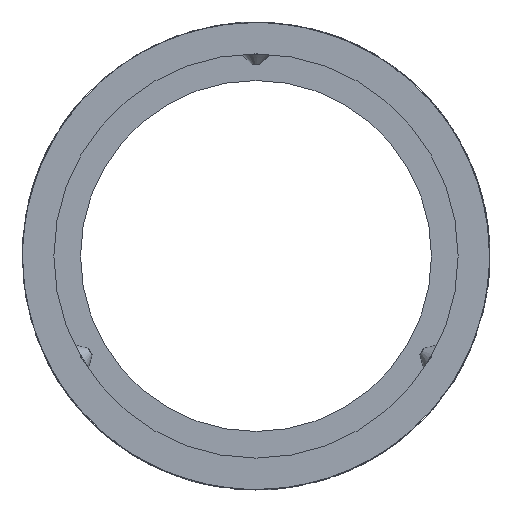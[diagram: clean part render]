
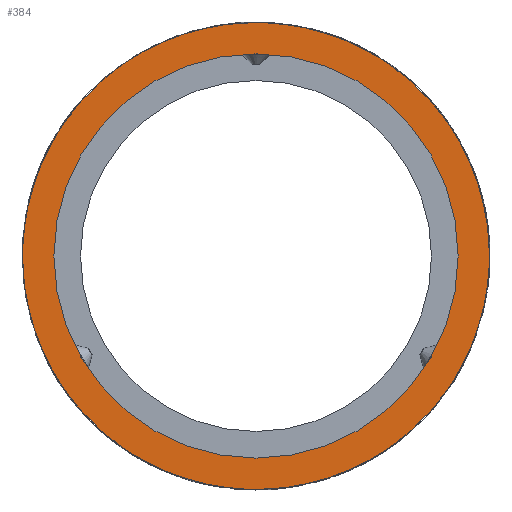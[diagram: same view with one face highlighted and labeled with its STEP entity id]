
A CAD part, left-side view. The second image highlights one B-rep face of the part: STEP entity #384.
In plain terms, the highlighted planar face has unit normal (-1, 0, 0).
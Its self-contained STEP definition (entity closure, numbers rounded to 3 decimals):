
#130=PLANE('',#3349);
#384=ADVANCED_FACE('',(#620,#621),#130,.F.);
#512=CIRCLE('',#3347,19.);
#513=CIRCLE('',#3348,22.);
#620=FACE_BOUND('',#821,.T.);
#621=FACE_BOUND('',#822,.T.);
#821=EDGE_LOOP('',(#1743));
#822=EDGE_LOOP('',(#1744));
#1743=ORIENTED_EDGE('',*,*,#2784,.F.);
#1744=ORIENTED_EDGE('',*,*,#2785,.T.);
#2302=VERTEX_POINT('',#6715);
#2303=VERTEX_POINT('',#6717);
#2784=EDGE_CURVE('',#2302,#2302,#512,.T.);
#2785=EDGE_CURVE('',#2303,#2303,#513,.T.);
#3347=AXIS2_PLACEMENT_3D('',#6714,#3606,#3607);
#3348=AXIS2_PLACEMENT_3D('',#6716,#3608,#3609);
#3349=AXIS2_PLACEMENT_3D('',#6718,#3610,#3611);
#3606=DIRECTION('',(-1.,0.,0.));
#3607=DIRECTION('',(0.,0.,1.));
#3608=DIRECTION('',(-1.,0.,0.));
#3609=DIRECTION('',(0.,0.,1.));
#3610=DIRECTION('',(1.,0.,0.));
#3611=DIRECTION('',(0.,0.,-1.));
#6714=CARTESIAN_POINT('',(0.,0.,0.));
#6715=CARTESIAN_POINT('',(0.,0.,19.));
#6716=CARTESIAN_POINT('',(0.,0.,0.));
#6717=CARTESIAN_POINT('',(0.,0.,22.));
#6718=CARTESIAN_POINT('',(0.,22.,0.));
